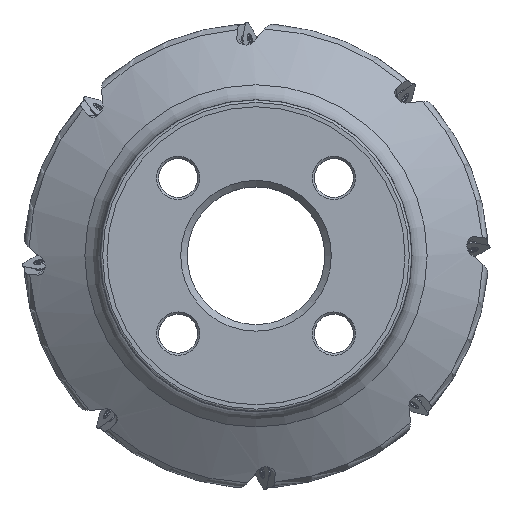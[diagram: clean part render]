
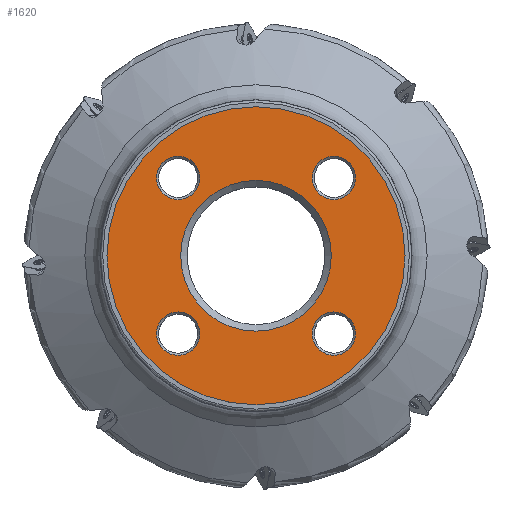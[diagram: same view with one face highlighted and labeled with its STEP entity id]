
A CAD part, top view. The second image highlights one B-rep face of the part: STEP entity #1620.
In plain terms, the highlighted planar face has unit normal (0, 0, 1).
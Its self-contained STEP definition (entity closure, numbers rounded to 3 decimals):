
#1620=ADVANCED_FACE('SU_1',(#3269,#3270,#3271,#3272,#3273,#3274),#2334,
 .F.);
#2334=PLANE('',#16500);
#2855=CIRCLE('',#16440,68.75);
#2861=CIRCLE('',#16452,10.);
#2866=CIRCLE('',#16460,10.);
#2873=CIRCLE('',#16476,10.);
#2879=CIRCLE('',#16488,10.);
#2882=CIRCLE('',#16493,34.758);
#3269=FACE_BOUND('',#3671,.T.);
#3270=FACE_BOUND('',#3672,.T.);
#3271=FACE_BOUND('',#3673,.T.);
#3272=FACE_BOUND('',#3674,.T.);
#3273=FACE_BOUND('',#3675,.T.);
#3274=FACE_BOUND('',#3676,.T.);
#3671=EDGE_LOOP('',(#7441));
#3672=EDGE_LOOP('',(#7442));
#3673=EDGE_LOOP('',(#7443));
#3674=EDGE_LOOP('',(#7444));
#3675=EDGE_LOOP('',(#7445));
#3676=EDGE_LOOP('',(#7446));
#7441=ORIENTED_EDGE('',*,*,#13438,.F.);
#7442=ORIENTED_EDGE('',*,*,#13450,.F.);
#7443=ORIENTED_EDGE('',*,*,#13432,.T.);
#7444=ORIENTED_EDGE('',*,*,#13459,.F.);
#7445=ORIENTED_EDGE('',*,*,#13456,.F.);
#7446=ORIENTED_EDGE('',*,*,#13443,.F.);
#11672=VERTEX_POINT('',#26650);
#11678=VERTEX_POINT('',#26668);
#11683=VERTEX_POINT('',#26681);
#11690=VERTEX_POINT('',#26704);
#11696=VERTEX_POINT('',#26722);
#11699=VERTEX_POINT('',#26730);
#13432=EDGE_CURVE('',#11672,#11672,#2855,.T.);
#13438=EDGE_CURVE('',#11678,#11678,#2861,.T.);
#13443=EDGE_CURVE('',#11683,#11683,#2866,.T.);
#13450=EDGE_CURVE('',#11690,#11690,#2873,.T.);
#13456=EDGE_CURVE('',#11696,#11696,#2879,.T.);
#13459=EDGE_CURVE('',#11699,#11699,#2882,.T.);
#16440=AXIS2_PLACEMENT_3D('',#26649,#18653,#18654);
#16452=AXIS2_PLACEMENT_3D('',#26667,#18677,#18678);
#16460=AXIS2_PLACEMENT_3D('',#26680,#18693,#18694);
#16476=AXIS2_PLACEMENT_3D('',#26703,#18725,#18726);
#16488=AXIS2_PLACEMENT_3D('',#26721,#18749,#18750);
#16493=AXIS2_PLACEMENT_3D('',#26729,#18759,#18760);
#16500=AXIS2_PLACEMENT_3D('',#26739,#18773,#18774);
#18653=DIRECTION('',(0.,0.,1.));
#18654=DIRECTION('',(1.,0.,0.));
#18677=DIRECTION('',(0.,0.,1.));
#18678=DIRECTION('',(-1.,0.,0.));
#18693=DIRECTION('',(0.,0.,1.));
#18694=DIRECTION('',(-1.,0.,0.));
#18725=DIRECTION('',(0.,0.,1.));
#18726=DIRECTION('',(-1.,0.,0.));
#18749=DIRECTION('',(0.,0.,1.));
#18750=DIRECTION('',(-1.,0.,0.));
#18759=DIRECTION('',(0.,0.,1.));
#18760=DIRECTION('',(1.,0.,0.));
#18773=DIRECTION('',(0.,0.,-1.));
#18774=DIRECTION('',(-1.,0.,0.));
#26649=CARTESIAN_POINT('',(0.,0.,0.));
#26650=CARTESIAN_POINT('',(68.75,0.,0.));
#26667=CARTESIAN_POINT('',(35.921,-35.921,0.));
#26668=CARTESIAN_POINT('',(25.921,-35.921,0.));
#26680=CARTESIAN_POINT('',(35.921,35.921,0.));
#26681=CARTESIAN_POINT('',(25.921,35.921,0.));
#26703=CARTESIAN_POINT('',(-35.921,35.921,0.));
#26704=CARTESIAN_POINT('',(-45.921,35.921,0.));
#26721=CARTESIAN_POINT('',(-35.921,-35.921,0.));
#26722=CARTESIAN_POINT('',(-45.921,-35.921,0.));
#26729=CARTESIAN_POINT('',(0.,0.,0.));
#26730=CARTESIAN_POINT('',(34.758,0.,0.));
#26739=CARTESIAN_POINT('',(-71.75,0.,0.));
